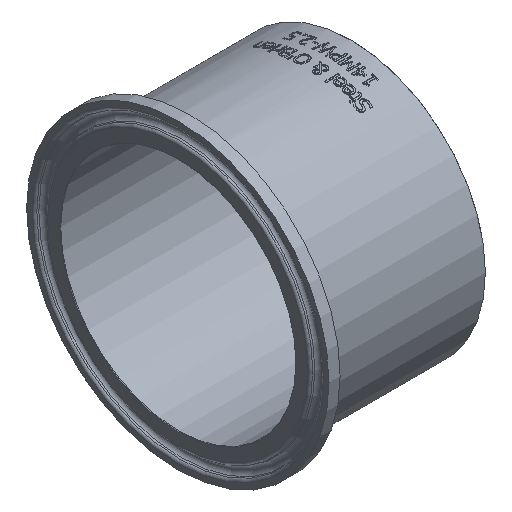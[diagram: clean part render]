
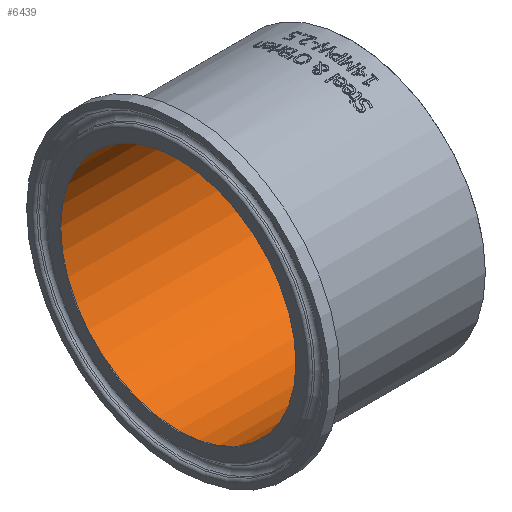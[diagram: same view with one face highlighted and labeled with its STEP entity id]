
A CAD part, isometric view. The second image highlights one B-rep face of the part: STEP entity #6439.
In plain terms, the highlighted cylindrical face has radius 30.099 mm (diameter 60.198 mm), a full revolution.
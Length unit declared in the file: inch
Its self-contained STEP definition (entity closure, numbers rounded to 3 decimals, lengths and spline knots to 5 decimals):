
#108=FACE_BOUND('',#1179,.T.);
#777=FACE_OUTER_BOUND('',#1178,.T.);
#1178=EDGE_LOOP('',(#6007));
#1179=EDGE_LOOP('',(#6008));
#1355=CIRCLE('',#6850,1.185);
#1356=CIRCLE('',#6852,1.185);
#3175=VERTEX_POINT('',#13923);
#3176=VERTEX_POINT('',#13926);
#4124=EDGE_CURVE('',#3175,#3175,#1355,.T.);
#4125=EDGE_CURVE('',#3176,#3176,#1356,.T.);
#6007=ORIENTED_EDGE('',*,*,#4125,.F.);
#6008=ORIENTED_EDGE('',*,*,#4124,.F.);
#6061=CYLINDRICAL_SURFACE('',#6851,1.185);
#6439=ADVANCED_FACE('',(#777,#108),#6061,.F.);
#6850=AXIS2_PLACEMENT_3D('',#13924,#8104,#8105);
#6851=AXIS2_PLACEMENT_3D('',#13925,#8106,#8107);
#6852=AXIS2_PLACEMENT_3D('',#13927,#8108,#8109);
#8104=DIRECTION('center_axis',(1.,0.,0.));
#8105=DIRECTION('ref_axis',(0.,-1.,0.));
#8106=DIRECTION('center_axis',(1.,0.,0.));
#8107=DIRECTION('ref_axis',(0.,1.,0.));
#8108=DIRECTION('center_axis',(-1.,0.,0.));
#8109=DIRECTION('ref_axis',(0.,-1.,0.));
#13923=CARTESIAN_POINT('',(0.005,1.185,0.));
#13924=CARTESIAN_POINT('Origin',(0.005,0.,
0.));
#13925=CARTESIAN_POINT('Origin',(0.875,0.,0.));
#13926=CARTESIAN_POINT('',(1.745,1.185,0.));
#13927=CARTESIAN_POINT('Origin',(1.745,0.,0.));
